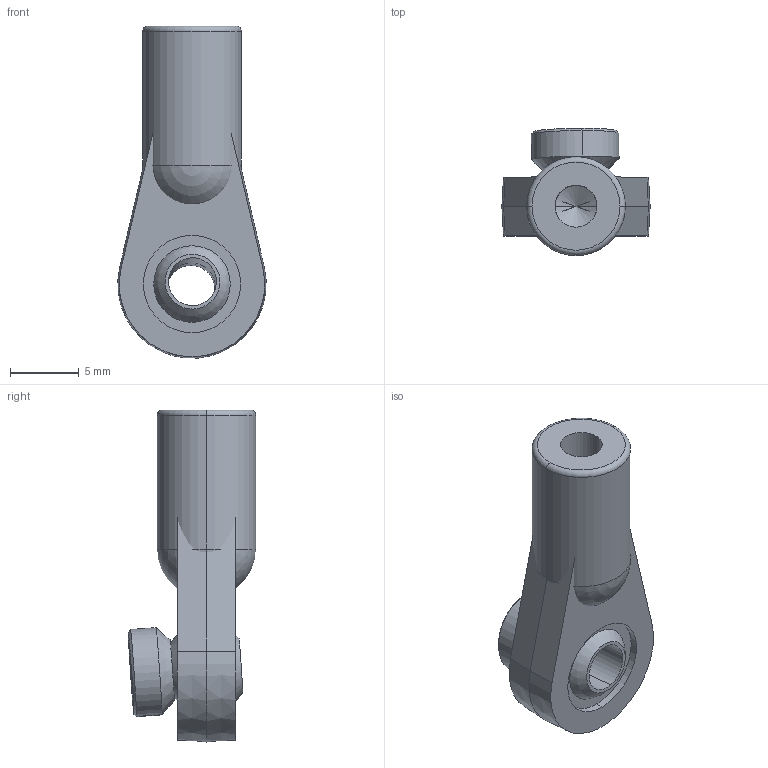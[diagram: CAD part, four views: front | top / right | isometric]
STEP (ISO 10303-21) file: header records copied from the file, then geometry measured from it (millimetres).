
FILE_DESCRIPTION (( 'STEP AP203' ), '1' );
FILE_NAME ('585432 ball linkage.STEP', '2016-08-22T19:20:06', ( '' ), ( '' ), 'SwSTEP 2.0', 'SolidWorks 2014', '' );
FILE_SCHEMA (( 'CONFIG_CONTROL_DESIGN' ));
Length unit declared in the file: inch
Products named in the file (4): 585432 ball; 585432 spacer; 585432 linkage; 585432 ball linkage
Assembly tree (3 placements, depth 2):
  585432 ball linkage
    585432 linkage
    585432 ball
    585432 spacer
Bounding box: 10.76 x 9.26 x 24.11 mm (x, y, z)
Volume: 985.7 mm3; surface area: 1323.1 mm2
Topology: 4 solids, 4 shells, 49 faces, 111 edges, 67 vertices
Faces by surface type: cylinder 16, plane 15, cone 10, sphere 6, torus 2
Entity records: 1736 total; most frequent: DIRECTION 262, CARTESIAN_POINT 225, ORIENTED_EDGE 198, AXIS2_PLACEMENT_3D 110, EDGE_CURVE 99, VERTEX_POINT 65, EDGE_LOOP 62, CIRCLE 55
